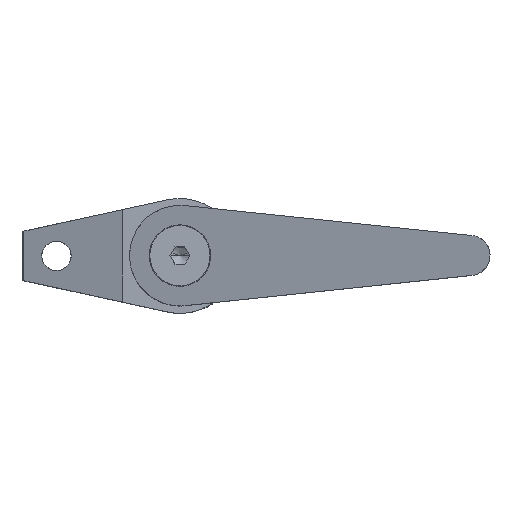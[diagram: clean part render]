
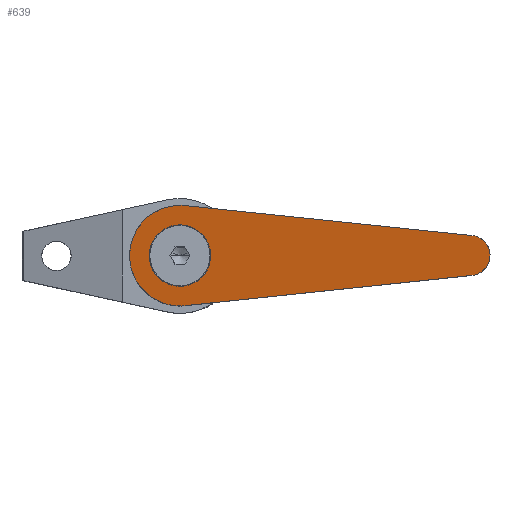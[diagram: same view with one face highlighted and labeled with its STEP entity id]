
A CAD part, top view. The second image highlights one B-rep face of the part: STEP entity #639.
In plain terms, the highlighted planar face has unit normal (-0.255, 0, 0.967).
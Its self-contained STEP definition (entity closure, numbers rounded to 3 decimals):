
#639=ADVANCED_FACE('',(#1805,#1806),#1807,.F.);
#659=VERTEX_POINT('',#1828);
#739=EDGE_CURVE('',#885,#817,#1920,.T.);
#775=EDGE_CURVE('',#817,#659,#1961,.T.);
#817=VERTEX_POINT('',#2013);
#859=EDGE_CURVE('',#1529,#885,#2058,.T.);
#885=VERTEX_POINT('',#2088);
#943=EDGE_CURVE('',#1579,#1469,#2153,.T.);
#973=VERTEX_POINT('',#2186);
#1101=EDGE_CURVE('',#1487,#1661,#2330,.T.);
#1175=VERTEX_POINT('',#2410);
#1217=EDGE_CURVE('',#1175,#1243,#2453,.T.);
#1243=VERTEX_POINT('',#2481);
#1271=EDGE_CURVE('',#1469,#1579,#2514,.T.);
#1341=EDGE_CURVE('',#973,#1175,#2594,.T.);
#1467=EDGE_CURVE('',#1487,#1529,#2733,.T.);
#1469=VERTEX_POINT('',#2735);
#1485=VERTEX_POINT('',#2752);
#1487=VERTEX_POINT('',#2754);
#1529=VERTEX_POINT('',#2799);
#1547=EDGE_CURVE('',#1661,#1243,#2821,.T.);
#1579=VERTEX_POINT('',#2855);
#1613=EDGE_CURVE('',#659,#1485,#2892,.T.);
#1643=EDGE_CURVE('',#1665,#1485,#2926,.T.);
#1661=VERTEX_POINT('',#2947);
#1665=VERTEX_POINT('',#2951);
#1681=EDGE_CURVE('',#973,#1665,#2969,.T.);
#1805=FACE_BOUND('',#3104,.T.);
#1806=FACE_OUTER_BOUND('',#3105,.T.);
#1807=PLANE('',#3106);
#1828=CARTESIAN_POINT('',(1.819,17.405,212.893));
#1920=ELLIPSE('',#3262,7.239,7.0);
#1961=LINE('',#3332,#3333);
#2013=CARTESIAN_POINT('',(101.728,6.962,239.23));
#2058=LINE('',#3466,#3467);
#2088=CARTESIAN_POINT('',(101.728,-6.962,239.23));
#2153=ELLIPSE('',#3618,11.076,10.71);
#2186=CARTESIAN_POINT('',(-0.176,17.499,212.367));
#2330=LINE('',#3878,#3879);
#2410=CARTESIAN_POINT('',(-1.819,-17.405,211.934));
#2453=ELLIPSE('',#4059,18.098,17.5);
#2481=CARTESIAN_POINT('',(-0.176,-17.499,212.367));
#2514=ELLIPSE('',#4144,11.076,10.71);
#2594=ELLIPSE('',#4269,18.098,17.5);
#2733=ELLIPSE('',#4470,18.098,17.5);
#2735=CARTESIAN_POINT('',(-10.71,0.,209.59));
#2752=CARTESIAN_POINT('',(-0.168,17.499,212.369));
#2754=CARTESIAN_POINT('',(-0.168,-17.499,212.369));
#2799=CARTESIAN_POINT('',(1.819,-17.405,212.893));
#2821=LINE('',#4603,#4604);
#2855=CARTESIAN_POINT('',(10.71,0.,215.237));
#2892=ELLIPSE('',#4702,18.098,17.5);
#2926=LINE('',#4757,#4758);
#2947=CARTESIAN_POINT('',(-0.176,-17.5,212.367));
#2951=CARTESIAN_POINT('',(-0.176,17.5,212.367));
#2969=LINE('',#4824,#4825);
#3104=EDGE_LOOP('',(#4984,#4985));
#3105=EDGE_LOOP('',(#4986,#4987,#4988,#4989,#4990,#4991,#4992,#4993,#4994,#4995,#4996));
#3106=AXIS2_PLACEMENT_3D('',#4997,#4998,#4999);
#3262=AXIS2_PLACEMENT_3D('',#5138,#5139,#5140);
#3332=CARTESIAN_POINT('',(56.279,11.713,227.249));
#3333=VECTOR('',#5187,1.0);
#3466=CARTESIAN_POINT('',(103.02,-6.827,239.571));
#3467=VECTOR('',#5312,1.0);
#3618=AXIS2_PLACEMENT_3D('',#5435,#5436,#5437);
#3878=CARTESIAN_POINT('',(101.773,-6.622,239.242));
#3879=VECTOR('',#5670,1.);
#4059=AXIS2_PLACEMENT_3D('',#5775,#5776,#5777);
#4144=AXIS2_PLACEMENT_3D('',#5860,#5861,#5862);
#4269=AXIS2_PLACEMENT_3D('',#5964,#5965,#5966);
#4470=AXIS2_PLACEMENT_3D('',#6114,#6115,#6116);
#4603=CARTESIAN_POINT('',(-0.176,-17.5,212.367));
#4604=VECTOR('',#6231,1.);
#4702=AXIS2_PLACEMENT_3D('',#6309,#6310,#6311);
#4757=CARTESIAN_POINT('',(-0.176,17.5,212.367));
#4758=VECTOR('',#6347,1.);
#4824=CARTESIAN_POINT('',(-0.176,-17.5,212.367));
#4825=VECTOR('',#6395,1.);
#4984=ORIENTED_EDGE('',*,*,#1271,.T.);
#4985=ORIENTED_EDGE('',*,*,#943,.T.);
#4986=ORIENTED_EDGE('',*,*,#1341,.T.);
#4987=ORIENTED_EDGE('',*,*,#1217,.T.);
#4988=ORIENTED_EDGE('',*,*,#1547,.F.);
#4989=ORIENTED_EDGE('',*,*,#1101,.F.);
#4990=ORIENTED_EDGE('',*,*,#1467,.T.);
#4991=ORIENTED_EDGE('',*,*,#859,.T.);
#4992=ORIENTED_EDGE('',*,*,#739,.T.);
#4993=ORIENTED_EDGE('',*,*,#775,.T.);
#4994=ORIENTED_EDGE('',*,*,#1613,.T.);
#4995=ORIENTED_EDGE('',*,*,#1643,.F.);
#4996=ORIENTED_EDGE('',*,*,#1681,.F.);
#4997=CARTESIAN_POINT('',(48.087,0.,225.09));
#4998=DIRECTION('',(0.255,0.,-0.967));
#4999=DIRECTION('',(0.246,0.967,0.065));
#5138=CARTESIAN_POINT('',(101.0,0.0,239.038));
#5139=DIRECTION('',(-0.255,0.,0.967));
#5140=DIRECTION('',(0.967,0.,0.255));
#5187=DIRECTION('',(-0.962,0.101,-0.254));
#5312=DIRECTION('',(0.962,0.101,0.254));
#5435=CARTESIAN_POINT('',(0.,0.,212.413));
#5436=DIRECTION('',(0.255,0.,-0.967));
#5437=DIRECTION('',(0.967,0.,0.255));
#5670=DIRECTION('',(-0.962,-0.103,-0.254));
#5775=CARTESIAN_POINT('',(0.,0.0,212.413));
#5776=DIRECTION('',(-0.255,0.,0.967));
#5777=DIRECTION('',(0.967,0.,0.255));
#5860=CARTESIAN_POINT('',(0.,0.,212.413));
#5861=DIRECTION('',(0.255,0.,-0.967));
#5862=DIRECTION('',(0.967,0.,0.255));
#5964=CARTESIAN_POINT('',(0.,0.0,212.413));
#5965=DIRECTION('',(-0.255,0.,0.967));
#5966=DIRECTION('',(0.967,0.,0.255));
#6114=CARTESIAN_POINT('',(0.,0.0,212.413));
#6115=DIRECTION('',(-0.255,0.,0.967));
#6116=DIRECTION('',(0.967,0.,0.255));
#6231=DIRECTION('',(0.,1.0,0.));
#6309=CARTESIAN_POINT('',(0.,0.0,212.413));
#6310=DIRECTION('',(-0.255,0.,0.967));
#6311=DIRECTION('',(0.967,0.,0.255));
#6347=DIRECTION('',(0.962,-0.103,0.254));
#6395=DIRECTION('',(0.,1.0,0.));
